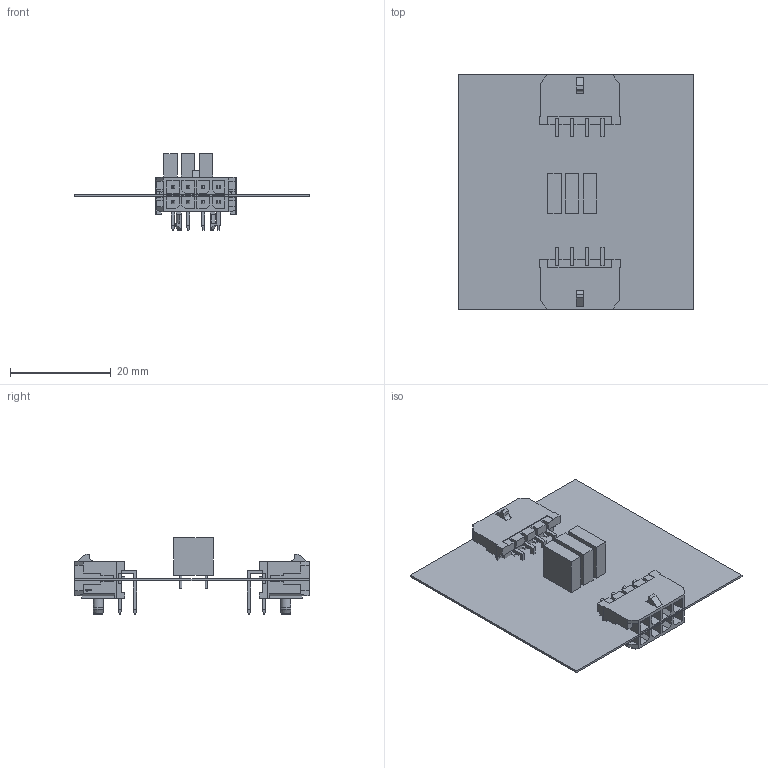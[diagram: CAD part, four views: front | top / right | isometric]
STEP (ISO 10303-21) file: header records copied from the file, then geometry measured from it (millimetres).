
FILE_DESCRIPTION(('Open CASCADE Model'),'2;1');
FILE_NAME('Open CASCADE Shape Model','2019-09-15T14:48:41',('Author'),( 'Open CASCADE'),'Open CASCADE STEP processor 6.8','Open CASCADE 6.8' ,'Unknown');
FILE_SCHEMA(('AUTOMOTIVE_DESIGN { 1 0 10303 214 1 1 1 1 }'));
Length unit declared in the file: millimetre
Products named in the file (15): PCB; Board; Open CASCADE STEP translator 6.8 7.1.1; P1; 430450800_RGB0; Open CASCADE STEP translator 6.8 7.2.1.1; Open CASCADE STEP translator 6.8 7.2.1.2; P2; F3; 6886393712; Extruded; 6205037344; Cylinder; F2; F1
Assembly tree (22 placements, depth 4):
  PCB
    Board
      Open CASCADE STEP translator 6.8 7.1.1
    P1
      430450800_RGB0
        Open CASCADE STEP translator 6.8 7.2.1.1
        Open CASCADE STEP translator 6.8 7.2.1.2
    P2
      430450800_RGB0
        Open CASCADE STEP translator 6.8 7.2.1.1
        Open CASCADE STEP translator 6.8 7.2.1.2
    F3
      6886393712
        Extruded
      6205037344  x2
        Cylinder
    F2
      6886393712
        Extruded
      6205037344  x2
        Cylinder
    F1
      6886393712
        Extruded
      6205037344  x2
        Cylinder
Bounding box: 46.5 x 46.5 x 15.24 mm (x, y, z)
Volume: 2717.2 mm3; surface area: 8141.8 mm2
Topology: 12 solids, 12 shells, 864 faces, 2184 edges, 1430 vertices
Faces by surface type: plane 840, cylinder 16, cone 4, torus 4
Full cylindrical faces by diameter (mm): 0.508 x6
Entity records: 16594 total; most frequent: CARTESIAN_POINT 2342, ORIENTED_EDGE 2126, DIRECTION 2010, EDGE_CURVE 1063, LINE 1036, VECTOR 1036, VERTEX_POINT 665, AXIS2_PLACEMENT_3D 487
